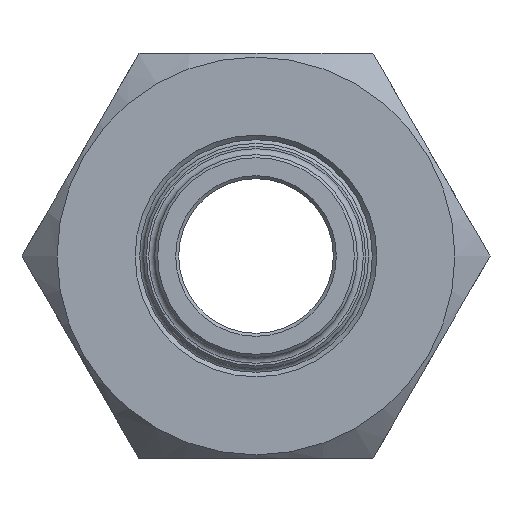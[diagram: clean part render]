
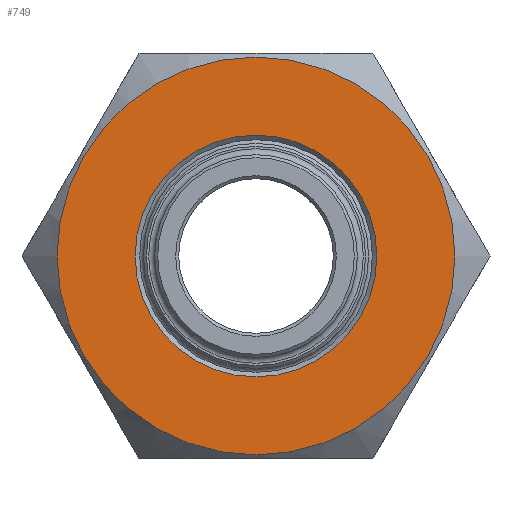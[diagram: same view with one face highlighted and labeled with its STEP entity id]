
A CAD part, left-side view. The second image highlights one B-rep face of the part: STEP entity #749.
In plain terms, the highlighted planar face has unit normal (-1, 0, 0).
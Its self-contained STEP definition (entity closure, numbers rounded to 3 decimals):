
#46=FACE_BOUND('',#139,.T.);
#65=PLANE('',#882);
#88=FACE_OUTER_BOUND('',#138,.T.);
#138=EDGE_LOOP('',(#557));
#139=EDGE_LOOP('',(#558));
#266=CIRCLE('',#863,13.25);
#273=CIRCLE('',#877,8.05);
#341=VERTEX_POINT('',#1303);
#347=VERTEX_POINT('',#1329);
#413=EDGE_CURVE('',#341,#341,#266,.T.);
#425=EDGE_CURVE('',#347,#347,#273,.T.);
#557=ORIENTED_EDGE('',*,*,#413,.T.);
#558=ORIENTED_EDGE('',*,*,#425,.F.);
#749=ADVANCED_FACE('',(#88,#46),#65,.T.);
#863=AXIS2_PLACEMENT_3D('',#1305,#989,#990);
#877=AXIS2_PLACEMENT_3D('',#1330,#1022,#1023);
#882=AXIS2_PLACEMENT_3D('',#1340,#1034,#1035);
#989=DIRECTION('center_axis',(-1.,0.,0.));
#990=DIRECTION('ref_axis',(0.,1.,0.));
#1022=DIRECTION('center_axis',(-1.,0.,0.));
#1023=DIRECTION('ref_axis',(0.,0.,-1.));
#1034=DIRECTION('center_axis',(-1.,0.,0.));
#1035=DIRECTION('ref_axis',(0.,0.,1.));
#1303=CARTESIAN_POINT('',(-13.5,-13.25,0.));
#1305=CARTESIAN_POINT('Origin',(-13.5,0.,0.));
#1329=CARTESIAN_POINT('',(-13.5,0.,8.05));
#1330=CARTESIAN_POINT('Origin',(-13.5,0.,0.));
#1340=CARTESIAN_POINT('Origin',(-13.5,0.,0.));
